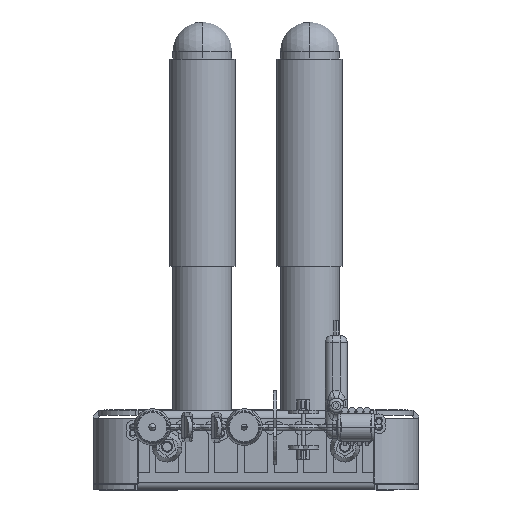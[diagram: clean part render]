
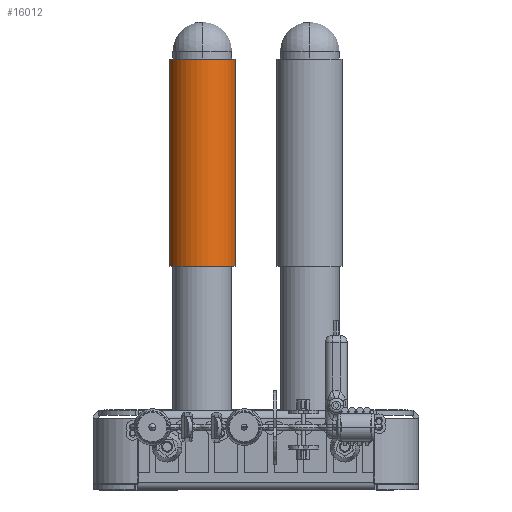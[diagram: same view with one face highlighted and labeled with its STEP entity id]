
A CAD part, front view. The second image highlights one B-rep face of the part: STEP entity #16012.
In plain terms, the highlighted cylindrical face has radius 28.575 mm (diameter 57.15 mm), a partial arc.
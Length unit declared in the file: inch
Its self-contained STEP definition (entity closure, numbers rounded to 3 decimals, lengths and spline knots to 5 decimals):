
#31 = DIRECTION ( 'NONE',  ( -1., 0., 0. ) ) ;
#932 = CARTESIAN_POINT ( 'NONE',  ( 3.5, 0., 0. ) ) ;
#1109 = FACE_OUTER_BOUND ( 'NONE', #19209, .T. ) ;
#1227 = ORIENTED_EDGE ( 'NONE', *, *, #4960, .T. ) ;
#3296 = CIRCLE ( 'NONE', #27968, 1.125 ) ;
#3681 = VERTEX_POINT ( 'NONE', #4066 ) ;
#4066 = CARTESIAN_POINT ( 'NONE',  ( -3.5, 0., 1.125 ) ) ;
#4454 = ORIENTED_EDGE ( 'NONE', *, *, #18669, .F. ) ;
#4960 = EDGE_CURVE ( 'NONE', #3681, #20573, #9876, .T. ) ;
#7422 = DIRECTION ( 'NONE',  ( -1., 0., 0. ) ) ;
#8638 = CARTESIAN_POINT ( 'NONE',  ( 3.5, 0., 1.125 ) ) ;
#9056 = ORIENTED_EDGE ( 'NONE', *, *, #11930, .T. ) ;
#9876 = CIRCLE ( 'NONE', #22189, 1.125 ) ;
#9890 = DIRECTION ( 'NONE',  ( 1., 0., 0. ) ) ;
#11655 = DIRECTION ( 'NONE',  ( -1., 0., 0. ) ) ;
#11930 = EDGE_CURVE ( 'NONE', #21705, #3681, #29693, .T. ) ;
#12493 = VECTOR ( 'NONE', #31, 39.37008 ) ;
#13209 = DIRECTION ( 'NONE',  ( 1., 0., 0. ) ) ;
#13389 = CARTESIAN_POINT ( 'NONE',  ( 3.5, 0., -1.125 ) ) ;
#14209 = EDGE_CURVE ( 'NONE', #17375, #20573, #15338, .T. ) ;
#15338 = LINE ( 'NONE', #18477, #15450 ) ;
#15450 = VECTOR ( 'NONE', #7422, 39.37008 ) ;
#16012 = ADVANCED_FACE ( 'NONE', ( #1109 ), #27625, .T. ) ;
#17375 = VERTEX_POINT ( 'NONE', #13389 ) ;
#18477 = CARTESIAN_POINT ( 'NONE',  ( 3.5, 0., -1.125 ) ) ;
#18637 = CARTESIAN_POINT ( 'NONE',  ( -3.5, 0., 0. ) ) ;
#18669 = EDGE_CURVE ( 'NONE', #21705, #17375, #3296, .T. ) ;
#19209 = EDGE_LOOP ( 'NONE', ( #26611, #4454, #9056, #1227 ) ) ;
#20573 = VERTEX_POINT ( 'NONE', #25937 ) ;
#21705 = VERTEX_POINT ( 'NONE', #30522 ) ;
#22189 = AXIS2_PLACEMENT_3D ( 'NONE', #18637, #13209, #26889 ) ;
#25551 = DIRECTION ( 'NONE',  ( 0., 0., 1. ) ) ;
#25937 = CARTESIAN_POINT ( 'NONE',  ( -3.5, 0., -1.125 ) ) ;
#26611 = ORIENTED_EDGE ( 'NONE', *, *, #14209, .F. ) ;
#26889 = DIRECTION ( 'NONE',  ( 0., 0., -1. ) ) ;
#27625 = CYLINDRICAL_SURFACE ( 'NONE', #30043, 1.125 ) ;
#27968 = AXIS2_PLACEMENT_3D ( 'NONE', #33991, #9890, #33467 ) ;
#29693 = LINE ( 'NONE', #8638, #12493 ) ;
#30043 = AXIS2_PLACEMENT_3D ( 'NONE', #932, #11655, #25551 ) ;
#30522 = CARTESIAN_POINT ( 'NONE',  ( 3.5, 0., 1.125 ) ) ;
#33467 = DIRECTION ( 'NONE',  ( 0., 0., -1. ) ) ;
#33991 = CARTESIAN_POINT ( 'NONE',  ( 3.5, 0., 0. ) ) ;
